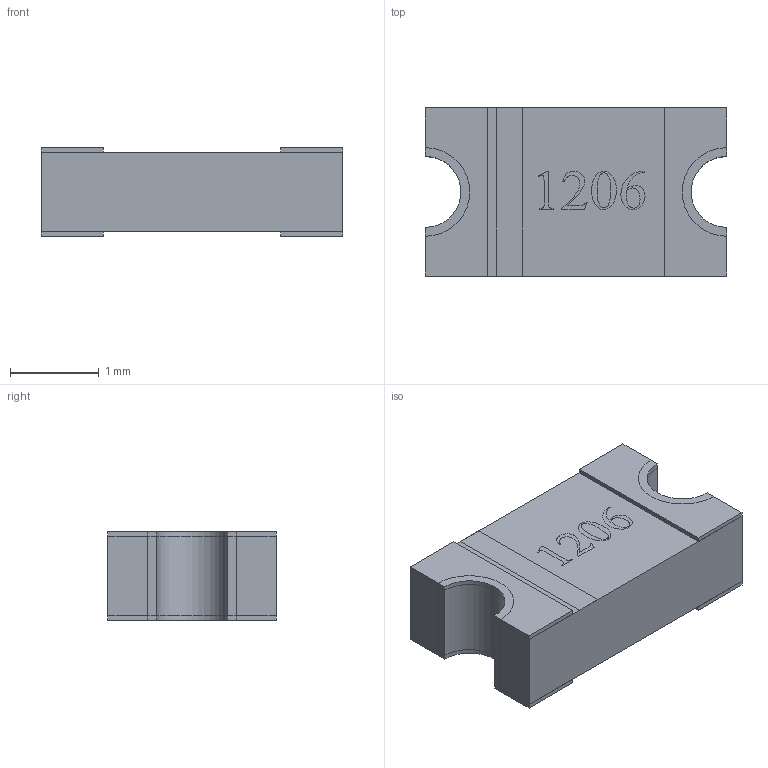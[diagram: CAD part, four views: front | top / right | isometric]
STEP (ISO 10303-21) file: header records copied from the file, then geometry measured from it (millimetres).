
FILE_DESCRIPTION(('FreeCAD Model'),'2;1');
FILE_NAME('Open CASCADE Shape Model','2021-09-05T03:02:26',('Author'),( ''),'Open CASCADE STEP processor 7.5','FreeCAD','Unknown');
FILE_SCHEMA(('AUTOMOTIVE_DESIGN { 1 0 10303 214 1 1 1 1 }'));
Length unit declared in the file: millimetre
Products named in the file (5): Case; Pad1; Pad2; Rectangle; ShapeString
Bounding box: 3.4 x 1.9 x 1 mm (x, y, z)
Volume: 5.6 mm3; surface area: 37.3 mm2
Topology: 3 solids, 8 shells, 67 faces, 228 edges, 172 vertices
Faces by surface type: plane 57, cylinder 10
Entity records: 2558 total; most frequent: CARTESIAN_POINT 612, ORIENTED_EDGE 364, DIRECTION 312, EDGE_CURVE 228, VERTEX_POINT 172, LINE 136, VECTOR 136, AXIS2_PLACEMENT_3D 88
